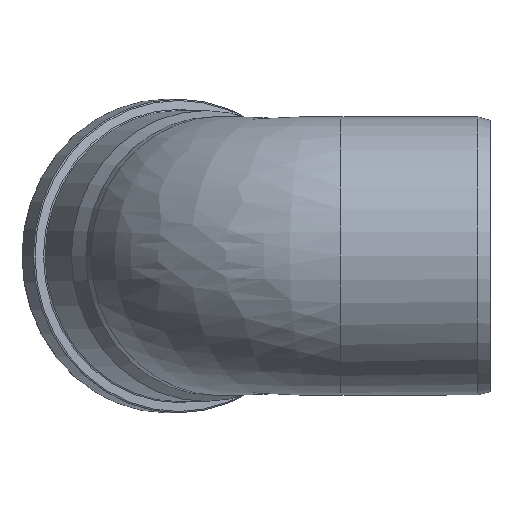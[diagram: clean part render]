
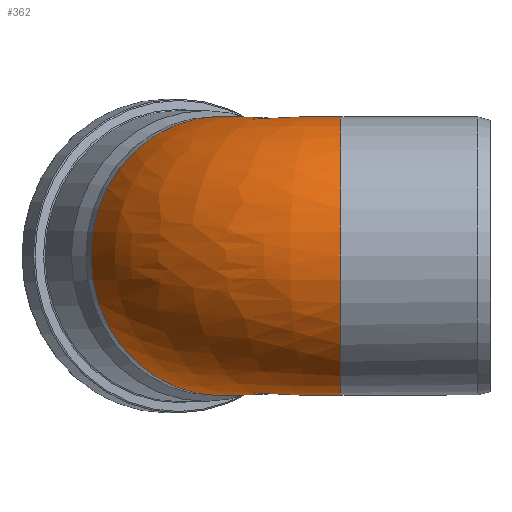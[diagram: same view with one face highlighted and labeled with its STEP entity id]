
A CAD part, left-side view. The second image highlights one B-rep face of the part: STEP entity #362.
In plain terms, the highlighted free-form (B-spline) face has degree [2, 2] with [9, 3] control points.
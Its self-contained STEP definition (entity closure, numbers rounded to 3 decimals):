
#77=CIRCLE('',#399,100.25);
#78=CIRCLE('',#400,100.25);
#110=(
BOUNDED_SURFACE()
B_SPLINE_SURFACE(2,2,((#660,#661,#662),(#663,#664,#665),(#666,#667,#668),
(#669,#670,#671),(#672,#673,#674),(#675,#676,#677),(#678,#679,#680),(#681,
#682,#683),(#684,#685,#686)),.UNSPECIFIED.,.F.,.F.,.F.)
B_SPLINE_SURFACE_WITH_KNOTS((3,2,2,2,3),(3,3),(-2.766,-1.383,
0.,1.383,2.766),(0.,
1.178),.UNSPECIFIED.)
GEOMETRIC_REPRESENTATION_ITEM()
RATIONAL_B_SPLINE_SURFACE(((1.,0.831,1.),(0.77,
0.64,0.77),(1.,0.831,1.),(0.77,
0.64,0.77),(1.,0.831,1.),(0.77,
0.64,0.77),(1.,0.831,1.),(0.77,
0.64,0.77),(1.,0.831,1.)))
REPRESENTATION_ITEM('')
SURFACE()
);
#113=FACE_OUTER_BOUND('',#147,.T.);
#147=EDGE_LOOP('',(#290,#291,#292,#293));
#213=B_SPLINE_CURVE_WITH_KNOTS('',3,(#630,#631,#632,#633,#634,#635,#636,
#637,#638,#639,#640,#641,#642),.UNSPECIFIED.,.F.,.F.,(4,3,3,3,4),(-0.001,
0.054,0.081,0.108,0.163),
 .UNSPECIFIED.);
#214=B_SPLINE_CURVE_WITH_KNOTS('',3,(#646,#647,#648,#649,#650,#651,#652,
#653,#654,#655,#656,#657,#658),.UNSPECIFIED.,.F.,.F.,(4,3,3,3,4),(-0.001,
0.052,0.081,0.105,0.163),
 .UNSPECIFIED.);
#215=VERTEX_POINT('',#628);
#216=VERTEX_POINT('',#629);
#217=VERTEX_POINT('',#643);
#218=VERTEX_POINT('',#645);
#249=EDGE_CURVE('',#215,#216,#213,.T.);
#251=EDGE_CURVE('',#218,#217,#214,.T.);
#253=EDGE_CURVE('',#217,#215,#77,.T.);
#254=EDGE_CURVE('',#218,#216,#78,.T.);
#290=ORIENTED_EDGE('',*,*,#251,.T.);
#291=ORIENTED_EDGE('',*,*,#253,.T.);
#292=ORIENTED_EDGE('',*,*,#249,.T.);
#293=ORIENTED_EDGE('',*,*,#254,.F.);
#362=ADVANCED_FACE('',(#113),#110,.F.);
#399=AXIS2_PLACEMENT_3D('',#687,#469,#470);
#400=AXIS2_PLACEMENT_3D('',#688,#471,#472);
#469=DIRECTION('center_axis',(0.,1.,0.));
#470=DIRECTION('ref_axis',(1.,0.,0.));
#471=DIRECTION('center_axis',(0.924,0.383,0.));
#472=DIRECTION('ref_axis',(0.383,-0.924,0.));
#628=CARTESIAN_POINT('',(93.255,107.3,36.792));
#629=CARTESIAN_POINT('',(94.116,108.589,36.792));
#630=CARTESIAN_POINT('Ctrl Pts',(93.255,107.3,36.792));
#631=CARTESIAN_POINT('Ctrl Pts',(93.263,107.481,36.771));
#632=CARTESIAN_POINT('Ctrl Pts',(93.304,107.659,36.757));
#633=CARTESIAN_POINT('Ctrl Pts',(93.376,107.826,36.75));
#634=CARTESIAN_POINT('Ctrl Pts',(93.412,107.91,36.747));
#635=CARTESIAN_POINT('Ctrl Pts',(93.455,107.989,36.745));
#636=CARTESIAN_POINT('Ctrl Pts',(93.505,108.065,36.745));
#637=CARTESIAN_POINT('Ctrl Pts',(93.554,108.138,36.745));
#638=CARTESIAN_POINT('Ctrl Pts',(93.61,108.207,36.747));
#639=CARTESIAN_POINT('Ctrl Pts',(93.672,108.271,36.75));
#640=CARTESIAN_POINT('Ctrl Pts',(93.8,108.404,36.757));
#641=CARTESIAN_POINT('Ctrl Pts',(93.95,108.511,36.771));
#642=CARTESIAN_POINT('Ctrl Pts',(94.116,108.589,36.792));
#643=CARTESIAN_POINT('',(93.255,107.3,-36.792));
#645=CARTESIAN_POINT('',(94.116,108.589,-36.792));
#646=CARTESIAN_POINT('Ctrl Pts',(94.116,108.589,-36.792));
#647=CARTESIAN_POINT('Ctrl Pts',(93.957,108.514,-36.772));
#648=CARTESIAN_POINT('Ctrl Pts',(93.812,108.412,-36.758));
#649=CARTESIAN_POINT('Ctrl Pts',(93.688,108.287,-36.751));
#650=CARTESIAN_POINT('Ctrl Pts',(93.62,108.219,-36.747));
#651=CARTESIAN_POINT('Ctrl Pts',(93.559,108.144,-36.745));
#652=CARTESIAN_POINT('Ctrl Pts',(93.505,108.065,-36.745));
#653=CARTESIAN_POINT('Ctrl Pts',(93.462,108.,-36.745));
#654=CARTESIAN_POINT('Ctrl Pts',(93.424,107.933,-36.746));
#655=CARTESIAN_POINT('Ctrl Pts',(93.392,107.862,-36.749));
#656=CARTESIAN_POINT('Ctrl Pts',(93.31,107.685,-36.755));
#657=CARTESIAN_POINT('Ctrl Pts',(93.263,107.494,-36.77));
#658=CARTESIAN_POINT('Ctrl Pts',(93.255,107.3,-36.792));
#660=CARTESIAN_POINT('Ctrl Pts',(93.274,107.3,36.743));
#661=CARTESIAN_POINT('Ctrl Pts',(93.274,108.219,36.743));
#662=CARTESIAN_POINT('Ctrl Pts',(94.123,108.571,36.743));
#663=CARTESIAN_POINT('Ctrl Pts',(62.851,107.3,113.974));
#664=CARTESIAN_POINT('Ctrl Pts',(62.851,128.547,113.974));
#665=CARTESIAN_POINT('Ctrl Pts',(82.481,136.678,113.974));
#666=CARTESIAN_POINT('Ctrl Pts',(-18.7,107.3,98.491));
#667=CARTESIAN_POINT('Ctrl Pts',(-18.7,183.037,98.491));
#668=CARTESIAN_POINT('Ctrl Pts',(51.273,212.021,98.491));
#669=CARTESIAN_POINT('Ctrl Pts',(-100.25,107.3,83.007));
#670=CARTESIAN_POINT('Ctrl Pts',(-100.25,237.528,83.007));
#671=CARTESIAN_POINT('Ctrl Pts',(20.065,287.364,83.007));
#672=CARTESIAN_POINT('Ctrl Pts',(-100.25,107.3,0.));
#673=CARTESIAN_POINT('Ctrl Pts',(-100.25,237.528,0.));
#674=CARTESIAN_POINT('Ctrl Pts',(20.065,287.364,0.));
#675=CARTESIAN_POINT('Ctrl Pts',(-100.25,107.3,-83.007));
#676=CARTESIAN_POINT('Ctrl Pts',(-100.25,237.528,-83.007));
#677=CARTESIAN_POINT('Ctrl Pts',(20.065,287.364,-83.007));
#678=CARTESIAN_POINT('Ctrl Pts',(-18.7,107.3,-98.491));
#679=CARTESIAN_POINT('Ctrl Pts',(-18.7,183.037,-98.491));
#680=CARTESIAN_POINT('Ctrl Pts',(51.273,212.021,-98.491));
#681=CARTESIAN_POINT('Ctrl Pts',(62.851,107.3,-113.974));
#682=CARTESIAN_POINT('Ctrl Pts',(62.851,128.547,-113.974));
#683=CARTESIAN_POINT('Ctrl Pts',(82.481,136.678,-113.974));
#684=CARTESIAN_POINT('Ctrl Pts',(93.274,107.3,-36.743));
#685=CARTESIAN_POINT('Ctrl Pts',(93.274,108.219,-36.743));
#686=CARTESIAN_POINT('Ctrl Pts',(94.123,108.571,-36.743));
#687=CARTESIAN_POINT('Origin',(0.,107.3,0.));
#688=CARTESIAN_POINT('Origin',(58.429,194.745,0.));
